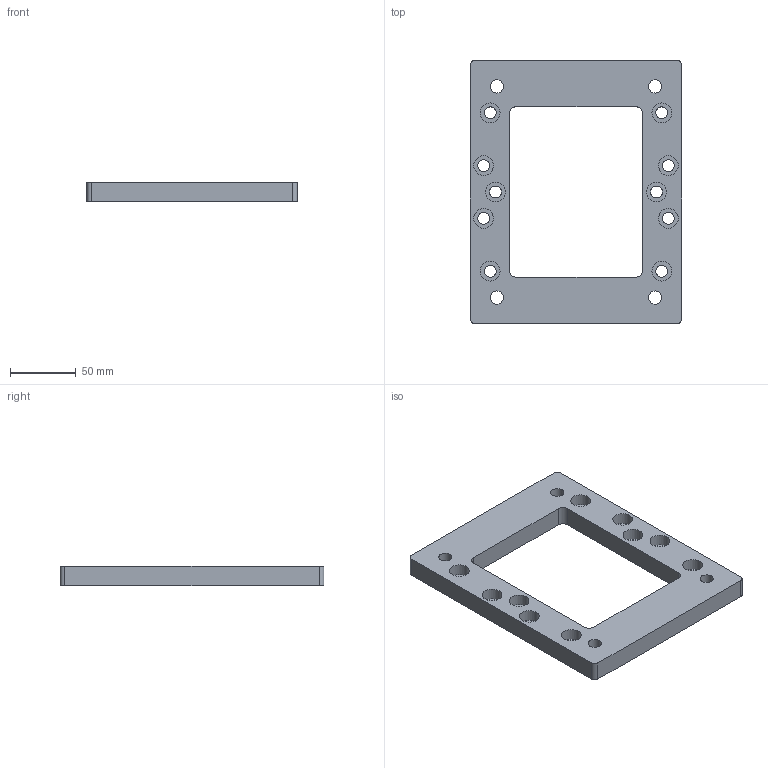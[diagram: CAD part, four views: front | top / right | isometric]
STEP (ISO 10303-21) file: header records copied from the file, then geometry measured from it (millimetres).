
FILE_DESCRIPTION((''),'2;1');
FILE_NAME('SL0510N.ipt.step','2007-09-10T15:14:02',(''),(''),'Autodesk Inventor 11','Autodesk Inventor 11','');
FILE_SCHEMA(('AUTOMOTIVE_DESIGN { 1 0 10303 214 1 1 1 1 }'));
Length unit declared in the file: millimetre
Products named in the file (1): SL0510N
Bounding box: 160 x 200 x 15 mm (x, y, z)
Volume: 260299.4 mm3; surface area: 61365 mm2
Topology: 1 solids, 1 shells, 52 faces, 124 edges, 84 vertices
Faces by surface type: bspline 34, plane 10, cylinder 8
Entity records: 1783 total; most frequent: CARTESIAN_POINT 667, DIRECTION 198, ORIENTED_EDGE 192, EDGE_LOOP 116, EDGE_CURVE 96, AXIS2_PLACEMENT_3D 83, VERTEX_POINT 80, CIRCLE 64
